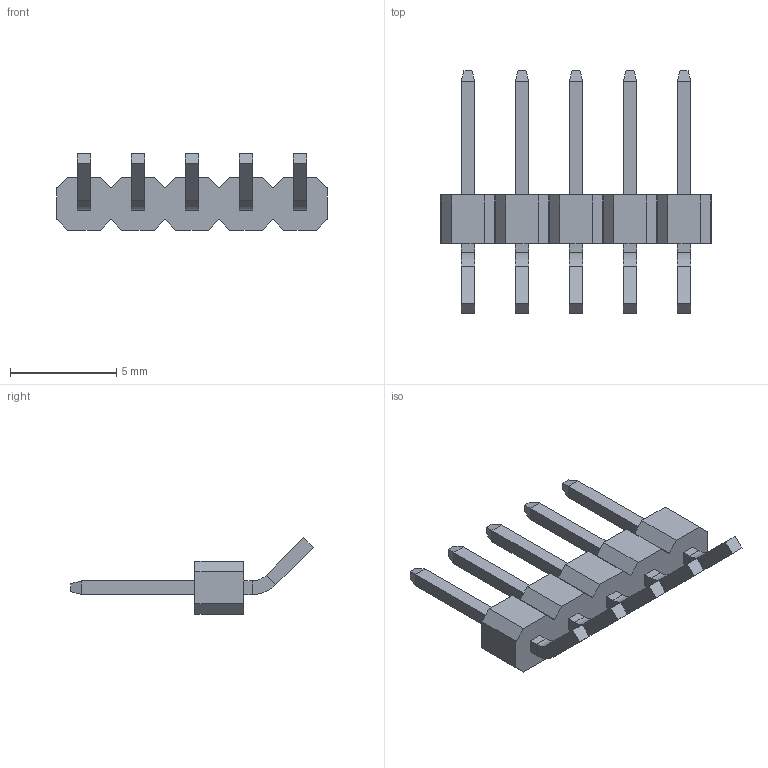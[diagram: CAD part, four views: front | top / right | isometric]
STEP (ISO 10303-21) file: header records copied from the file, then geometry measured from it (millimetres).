
FILE_DESCRIPTION (( 'STEP AP214' ), '1' );
FILE_NAME ('1x5pin_45grados.STEP', '2021-04-09T11:01:07', ( '' ), ( '' ), 'SwSTEP 2.0', 'SolidWorks 2020', '' );
FILE_SCHEMA (( 'AUTOMOTIVE_DESIGN' ));
Length unit declared in the file: millimetre
Products named in the file (1): 1x5pin_45grados
Bounding box: 12.7 x 11.41 x 3.6 mm (x, y, z)
Volume: 86.3 mm3; surface area: 254.9 mm2
Topology: 1 solids, 1 shells, 156 faces, 372 edges, 228 vertices
Faces by surface type: plane 146, cylinder 10
Entity records: 5600 total; most frequent: CARTESIAN_POINT 757, ORIENTED_EDGE 744, DIRECTION 706, EDGE_CURVE 372, LINE 352, VECTOR 352, VERTEX_POINT 228, AXIS2_PLACEMENT_3D 177
